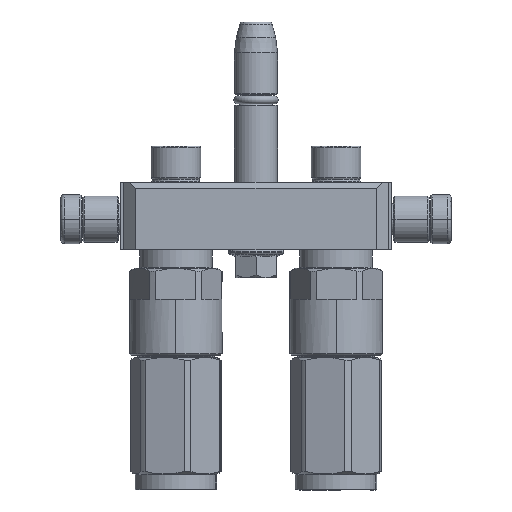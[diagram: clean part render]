
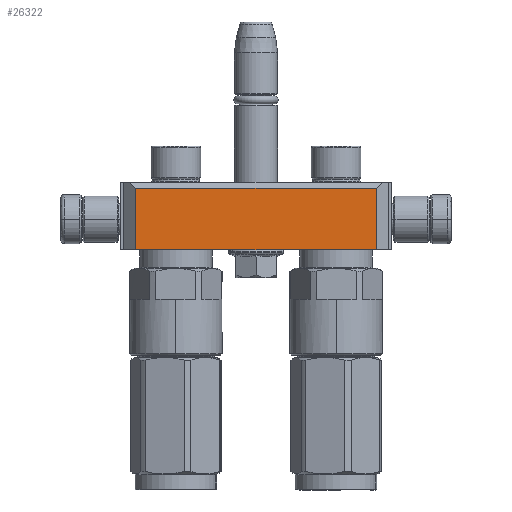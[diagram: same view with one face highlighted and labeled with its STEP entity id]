
A CAD part, left-side view. The second image highlights one B-rep face of the part: STEP entity #26322.
In plain terms, the highlighted planar face has unit normal (-1, 0, 0).
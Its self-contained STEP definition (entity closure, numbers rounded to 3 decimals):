
#1596 = CARTESIAN_POINT ( 'NONE',  ( -40., 39., 22. ) ) ;
#1951 = ORIENTED_EDGE ( 'NONE', *, *, #12606, .F. ) ;
#3329 = LINE ( 'NONE', #1596, #38527 ) ;
#4018 = ORIENTED_EDGE ( 'NONE', *, *, #26986, .F. ) ;
#4585 = VECTOR ( 'NONE', #33655, 1000. ) ;
#5173 = VECTOR ( 'NONE', #46510, 1000. ) ;
#6821 = CARTESIAN_POINT ( 'NONE',  ( -40., 39., 22. ) ) ;
#8838 = VECTOR ( 'NONE', #23419, 1000. ) ;
#10732 = VERTEX_POINT ( 'NONE', #19794 ) ;
#11565 = EDGE_CURVE ( 'NONE', #32466, #17060, #33017, .T. ) ;
#11742 = ORIENTED_EDGE ( 'NONE', *, *, #11565, .T. ) ;
#11989 = DIRECTION ( 'NONE',  ( -1., 0., 0. ) ) ;
#12606 = EDGE_CURVE ( 'NONE', #32466, #10732, #3329, .T. ) ;
#15125 = LINE ( 'NONE', #44694, #8838 ) ;
#16466 = CARTESIAN_POINT ( 'NONE',  ( -40., -39., 2. ) ) ;
#17060 = VERTEX_POINT ( 'NONE', #40551 ) ;
#17790 = AXIS2_PLACEMENT_3D ( 'NONE', #37089, #11989, #26629 ) ;
#19794 = CARTESIAN_POINT ( 'NONE',  ( -40., -39., 22. ) ) ;
#22669 = CARTESIAN_POINT ( 'NONE',  ( -40., -39., 22. ) ) ;
#23224 = DIRECTION ( 'NONE',  ( 0., -1., 0. ) ) ;
#23419 = DIRECTION ( 'NONE',  ( 0., 1., 0. ) ) ;
#24698 = EDGE_LOOP ( 'NONE', ( #1951, #11742, #37654, #4018 ) ) ;
#26322 = ADVANCED_FACE ( 'NONE', ( #37638 ), #37230, .T. ) ;
#26629 = DIRECTION ( 'NONE',  ( 0., -1., 0. ) ) ;
#26986 = EDGE_CURVE ( 'NONE', #10732, #37065, #41534, .T. ) ;
#32466 = VERTEX_POINT ( 'NONE', #46706 ) ;
#33017 = LINE ( 'NONE', #6821, #5173 ) ;
#33655 = DIRECTION ( 'NONE',  ( 0., 0., -1. ) ) ;
#37065 = VERTEX_POINT ( 'NONE', #16466 ) ;
#37089 = CARTESIAN_POINT ( 'NONE',  ( -40., 44., 0. ) ) ;
#37230 = PLANE ( 'NONE',  #17790 ) ;
#37638 = FACE_OUTER_BOUND ( 'NONE', #24698, .T. ) ;
#37654 = ORIENTED_EDGE ( 'NONE', *, *, #42403, .F. ) ;
#38527 = VECTOR ( 'NONE', #23224, 1000. ) ;
#40551 = CARTESIAN_POINT ( 'NONE',  ( -40., 39., 2. ) ) ;
#41534 = LINE ( 'NONE', #22669, #4585 ) ;
#42403 = EDGE_CURVE ( 'NONE', #37065, #17060, #15125, .T. ) ;
#44694 = CARTESIAN_POINT ( 'NONE',  ( -40., -39., 2. ) ) ;
#46510 = DIRECTION ( 'NONE',  ( 0., 0., -1. ) ) ;
#46706 = CARTESIAN_POINT ( 'NONE',  ( -40., 39., 22. ) ) ;
